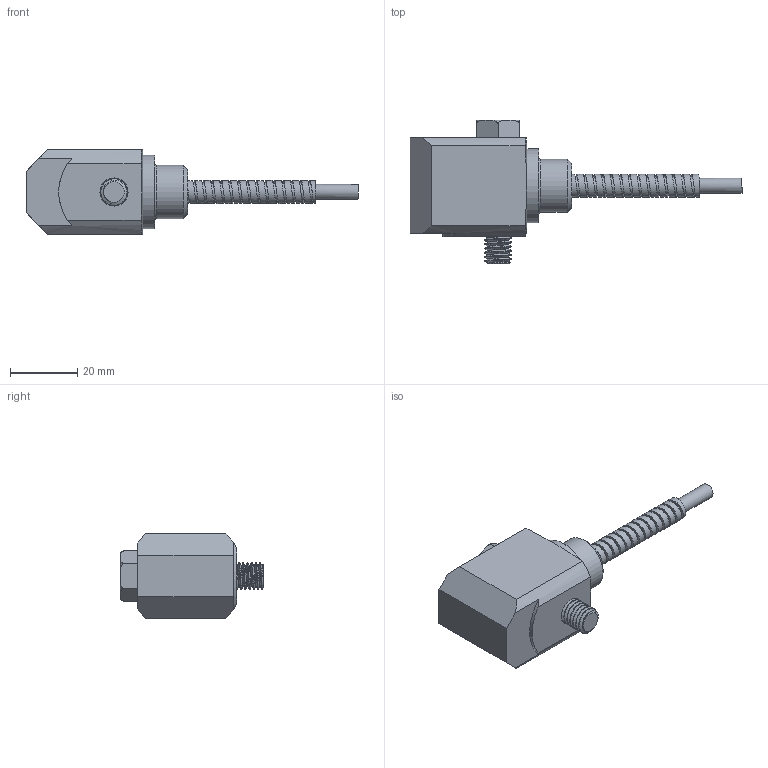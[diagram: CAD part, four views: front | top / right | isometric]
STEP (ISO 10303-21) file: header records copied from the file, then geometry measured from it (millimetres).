
FILE_DESCRIPTION(/* description */ (''),/* implementation_level */ '2;1');
FILE_NAME(/* name */ 'MASTER_M8_TALL_SIDE_EXIT_TA_ARMOR STANDARD.stp',/* time_stamp */ '2017-04-26T17:43:39-04:00',/* author */ ('aneininger'),/* organization */ (''),/* preprocessor_version */ 'ST-DEVELOPER v16.5',/* originating_system */ 'Autodesk Inventor 2017',/* authorisation */ '');
FILE_SCHEMA (('AUTOMOTIVE_DESIGN { 1 0 10303 214 3 1 1 }'));
Length unit declared in the file: inch
Products named in the file (3): MASTER_M8_TALL_SIDE_EXIT_TA_ARMOR STANDARD_STEP; MASTER_M8_TALL_SIDE_EXIT_TA_ARMOR STANDARD; ACP32088
Assembly tree (2 placements, depth 2):
  MASTER_M8_TALL_SIDE_EXIT_TA_ARMOR STANDARD_STEP
    MASTER_M8_TALL_SIDE_EXIT_TA_ARMOR STANDARD
    ACP32088
Bounding box: 98.98 x 42.89 x 25.15 mm (x, y, z)
Volume: 20080.9 mm3; surface area: 13858.8 mm2
Topology: 2 solids, 2 shells, 350 faces, 770 edges, 507 vertices
Faces by surface type: plane 162, cylinder 107, bspline 63, cone 14, torus 4
Full cylindrical faces by diameter (mm): 0.127 x19, 0.203 x38, 1.27 x1, 1.413 x2, 2.381 x1, 2.89 x1, 3.417 x1, 3.571 x1, 3.937 x1, 4.039 x3, 4.496 x10, 4.762 x1, 6.274 x1, 6.655 x1, 8.407 x1, 11.43 x1, 13.335 x1, 15.875 x1, 18.821 x1, 18.923 x2, 19.304 x1, 22.047 x1
Entity records: 18186 total; most frequent: CARTESIAN_POINT 11006, DIRECTION 1264, ORIENTED_EDGE 1252, EDGE_CURVE 626, EDGE_LOOP 529, AXIS2_PLACEMENT_3D 512, VERTEX_POINT 471, FACE_OUTER_BOUND 340
